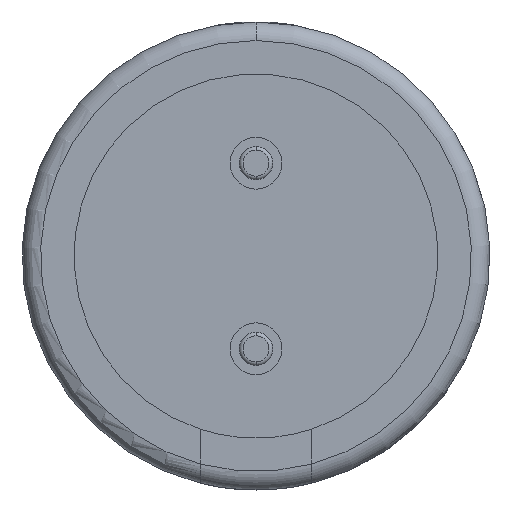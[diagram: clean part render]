
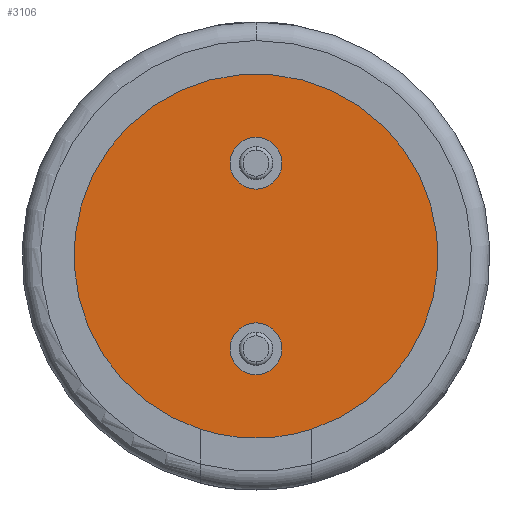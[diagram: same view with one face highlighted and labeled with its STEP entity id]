
A CAD part, front view. The second image highlights one B-rep face of the part: STEP entity #3106.
In plain terms, the highlighted planar face has unit normal (0, -1, 0).
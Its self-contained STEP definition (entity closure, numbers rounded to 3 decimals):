
#2 = CARTESIAN_POINT ( 'NONE',  ( 0., 0.1, 0.9 ) ) ;
#147 = EDGE_LOOP ( 'NONE', ( #1000, #1633 ) ) ;
#261 = DIRECTION ( 'NONE',  ( 0., -1., 0. ) ) ;
#303 = CARTESIAN_POINT ( 'NONE',  ( 0., 0.1, -1.25 ) ) ;
#315 = VERTEX_POINT ( 'NONE', #2057 ) ;
#334 = DIRECTION ( 'NONE',  ( 0., -1., 0. ) ) ;
#392 = ORIENTED_EDGE ( 'NONE', *, *, #3626, .F. ) ;
#429 = DIRECTION ( 'NONE',  ( 0., -1., 0. ) ) ;
#504 = AXIS2_PLACEMENT_3D ( 'NONE', #4594, #2042, #1264 ) ;
#695 = EDGE_CURVE ( 'NONE', #315, #3647, #1769, .T. ) ;
#857 = EDGE_CURVE ( 'NONE', #1418, #315, #3982, .T. ) ;
#874 = CIRCLE ( 'NONE', #1102, 0.35 ) ;
#935 = CIRCLE ( 'NONE', #1315, 2.45 ) ;
#1000 = ORIENTED_EDGE ( 'NONE', *, *, #3081, .F. ) ;
#1010 = CARTESIAN_POINT ( 'NONE',  ( 0., 0.1, -0.9 ) ) ;
#1046 = DIRECTION ( 'NONE',  ( 0., -1., 0. ) ) ;
#1062 = ORIENTED_EDGE ( 'NONE', *, *, #1999, .T. ) ;
#1083 = CIRCLE ( 'NONE', #4525, 0.35 ) ;
#1102 = AXIS2_PLACEMENT_3D ( 'NONE', #303, #1829, #2578 ) ;
#1264 = DIRECTION ( 'NONE',  ( 0., 0., -1. ) ) ;
#1315 = AXIS2_PLACEMENT_3D ( 'NONE', #2188, #4749, #3274 ) ;
#1418 = VERTEX_POINT ( 'NONE', #3752 ) ;
#1428 = DIRECTION ( 'NONE',  ( 0., 0., -1. ) ) ;
#1617 = AXIS2_PLACEMENT_3D ( 'NONE', #3771, #429, #1895 ) ;
#1633 = ORIENTED_EDGE ( 'NONE', *, *, #1659, .F. ) ;
#1659 = EDGE_CURVE ( 'NONE', #2560, #2251, #1083, .T. ) ;
#1685 = CARTESIAN_POINT ( 'NONE',  ( 0., 0.1, -1.25 ) ) ;
#1718 = DIRECTION ( 'NONE',  ( 0., 0., -1. ) ) ;
#1753 = EDGE_CURVE ( 'NONE', #4441, #3835, #4145, .T. ) ;
#1769 = CIRCLE ( 'NONE', #2406, 2.45 ) ;
#1829 = DIRECTION ( 'NONE',  ( 0., -1., 0. ) ) ;
#1895 = DIRECTION ( 'NONE',  ( 0., 0., -1. ) ) ;
#1924 = CARTESIAN_POINT ( 'NONE',  ( 0., 0.1, 1.6 ) ) ;
#1959 = AXIS2_PLACEMENT_3D ( 'NONE', #3268, #1046, #2181 ) ;
#1968 = CIRCLE ( 'NONE', #504, 0.35 ) ;
#1999 = EDGE_CURVE ( 'NONE', #3647, #1418, #935, .T. ) ;
#2019 = ORIENTED_EDGE ( 'NONE', *, *, #695, .T. ) ;
#2042 = DIRECTION ( 'NONE',  ( 0., -1., 0. ) ) ;
#2057 = CARTESIAN_POINT ( 'NONE',  ( -0.75, 0.1, -2.332 ) ) ;
#2153 = ORIENTED_EDGE ( 'NONE', *, *, #857, .T. ) ;
#2181 = DIRECTION ( 'NONE',  ( 0., 0., -1. ) ) ;
#2188 = CARTESIAN_POINT ( 'NONE',  ( 0., 0.1, 0. ) ) ;
#2251 = VERTEX_POINT ( 'NONE', #4321 ) ;
#2406 = AXIS2_PLACEMENT_3D ( 'NONE', #2967, #334, #1428 ) ;
#2477 = DIRECTION ( 'NONE',  ( 0., -1., 0. ) ) ;
#2552 = FACE_BOUND ( 'NONE', #147, .T. ) ;
#2560 = VERTEX_POINT ( 'NONE', #1010 ) ;
#2578 = DIRECTION ( 'NONE',  ( 0., 0., -1. ) ) ;
#2643 = ORIENTED_EDGE ( 'NONE', *, *, #1753, .F. ) ;
#2732 = AXIS2_PLACEMENT_3D ( 'NONE', #3559, #2477, #3170 ) ;
#2913 = FACE_OUTER_BOUND ( 'NONE', #3702, .T. ) ;
#2967 = CARTESIAN_POINT ( 'NONE',  ( 0., 0.1, 0. ) ) ;
#3081 = EDGE_CURVE ( 'NONE', #2251, #2560, #874, .T. ) ;
#3106 = ADVANCED_FACE ( 'NONE', ( #2552, #4047, #2913 ), #3290, .T. ) ;
#3170 = DIRECTION ( 'NONE',  ( 0., 0., -1. ) ) ;
#3268 = CARTESIAN_POINT ( 'NONE',  ( 0., 0.1, 0. ) ) ;
#3274 = DIRECTION ( 'NONE',  ( 0., 0., -1. ) ) ;
#3290 = PLANE ( 'NONE',  #1959 ) ;
#3559 = CARTESIAN_POINT ( 'NONE',  ( 0., 0.1, 1.25 ) ) ;
#3626 = EDGE_CURVE ( 'NONE', #3835, #4441, #1968, .T. ) ;
#3647 = VERTEX_POINT ( 'NONE', #4258 ) ;
#3702 = EDGE_LOOP ( 'NONE', ( #2153, #2019, #1062 ) ) ;
#3752 = CARTESIAN_POINT ( 'NONE',  ( 0.75, 0.1, -2.332 ) ) ;
#3771 = CARTESIAN_POINT ( 'NONE',  ( 0., 0.1, 0. ) ) ;
#3835 = VERTEX_POINT ( 'NONE', #2 ) ;
#3982 = CIRCLE ( 'NONE', #1617, 2.45 ) ;
#4047 = FACE_BOUND ( 'NONE', #4050, .T. ) ;
#4050 = EDGE_LOOP ( 'NONE', ( #392, #2643 ) ) ;
#4145 = CIRCLE ( 'NONE', #2732, 0.35 ) ;
#4258 = CARTESIAN_POINT ( 'NONE',  ( 0., 0.1, -2.45 ) ) ;
#4321 = CARTESIAN_POINT ( 'NONE',  ( 0., 0.1, -1.6 ) ) ;
#4441 = VERTEX_POINT ( 'NONE', #1924 ) ;
#4525 = AXIS2_PLACEMENT_3D ( 'NONE', #1685, #261, #1718 ) ;
#4594 = CARTESIAN_POINT ( 'NONE',  ( 0., 0.1, 1.25 ) ) ;
#4749 = DIRECTION ( 'NONE',  ( 0., -1., 0. ) ) ;
